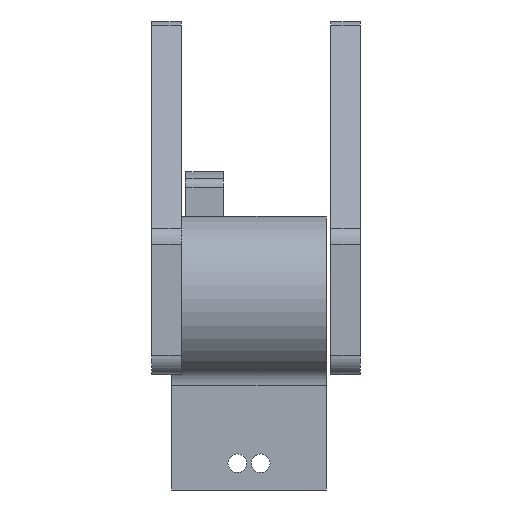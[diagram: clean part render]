
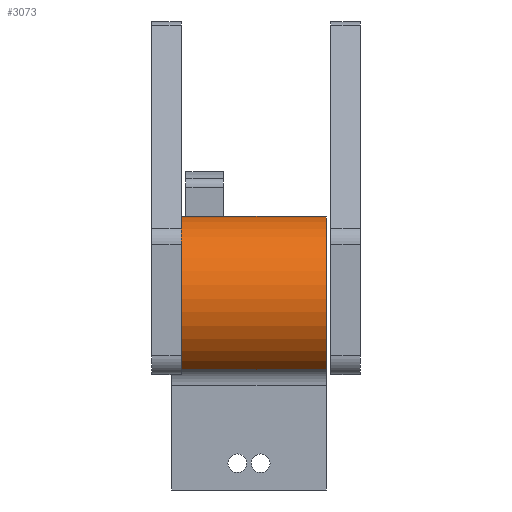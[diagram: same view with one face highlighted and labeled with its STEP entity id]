
A CAD part, left-side view. The second image highlights one B-rep face of the part: STEP entity #3073.
In plain terms, the highlighted cylindrical face has radius 8.944 mm (diameter 17.889 mm), a partial arc.
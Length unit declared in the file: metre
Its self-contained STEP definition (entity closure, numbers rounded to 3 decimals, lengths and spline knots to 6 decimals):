
#38=CYLINDRICAL_SURFACE('',#3335,0.008944);
#169=LINE('',#4787,#370);
#170=LINE('',#4788,#371);
#370=VECTOR('',#3820,1.);
#371=VECTOR('',#3821,1.);
#659=ORIENTED_EDGE('',*,*,#1427,.F.);
#660=ORIENTED_EDGE('',*,*,#1441,.T.);
#661=ORIENTED_EDGE('',*,*,#1411,.T.);
#662=ORIENTED_EDGE('',*,*,#1442,.T.);
#1411=EDGE_CURVE('',#1819,#1818,#2120,.T.);
#1427=EDGE_CURVE('',#1834,#1835,#2130,.T.);
#1441=EDGE_CURVE('',#1834,#1819,#169,.F.);
#1442=EDGE_CURVE('',#1818,#1835,#170,.T.);
#1818=VERTEX_POINT('',#4727);
#1819=VERTEX_POINT('',#4729);
#1834=VERTEX_POINT('',#4760);
#1835=VERTEX_POINT('',#4762);
#2120=CIRCLE('',#3312,0.008944);
#2130=CIRCLE('',#3323,0.008944);
#2352=EDGE_LOOP('',(#659,#660,#661,#662));
#2691=FACE_BOUND('',#2352,.T.);
#3073=ADVANCED_FACE('',(#2691),#38,.T.);
#3312=AXIS2_PLACEMENT_3D('',#4728,#3758,#3759);
#3323=AXIS2_PLACEMENT_3D('',#4761,#3786,#3787);
#3335=AXIS2_PLACEMENT_3D('',#4786,#3818,#3819);
#3758=DIRECTION('',(0.,-1.,0.));
#3759=DIRECTION('',(0.,0.,-1.));
#3786=DIRECTION('',(0.,-1.,0.));
#3787=DIRECTION('',(0.,0.,-1.));
#3818=DIRECTION('',(0.,-1.,0.));
#3819=DIRECTION('',(0.,0.,-1.));
#3820=DIRECTION('',(0.,-1.,0.));
#3821=DIRECTION('',(0.,-1.,0.));
#4727=CARTESIAN_POINT('',(-0.054879,0.0015,-0.018349));
#4728=CARTESIAN_POINT('',(-0.049975,0.0015,-0.010868));
#4729=CARTESIAN_POINT('',(-0.047428,0.0015,-0.002294));
#4760=CARTESIAN_POINT('',(-0.047428,-0.015,-0.002294));
#4761=CARTESIAN_POINT('',(-0.049975,-0.015,-0.010868));
#4762=CARTESIAN_POINT('',(-0.054879,-0.015,-0.018349));
#4786=CARTESIAN_POINT('',(-0.049975,0.0015,-0.010868));
#4787=CARTESIAN_POINT('',(-0.047428,0.0015,-0.002294));
#4788=CARTESIAN_POINT('',(-0.054879,0.0015,-0.018349));
